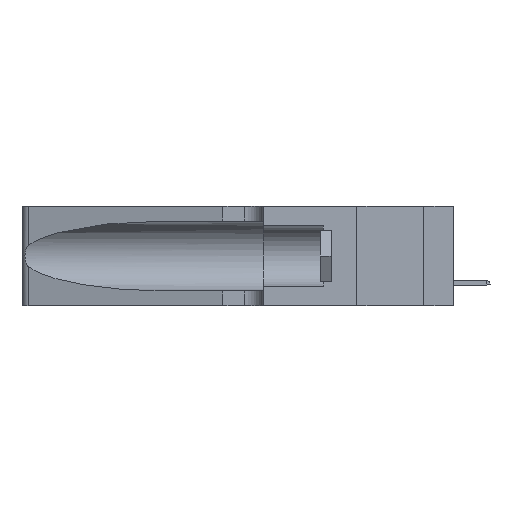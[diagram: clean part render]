
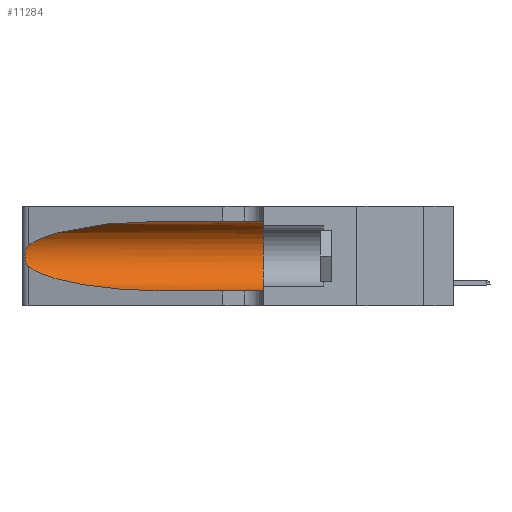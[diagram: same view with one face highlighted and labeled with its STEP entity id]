
A CAD part, left-side view. The second image highlights one B-rep face of the part: STEP entity #11284.
In plain terms, the highlighted cylindrical face has radius 3.308 mm (diameter 6.617 mm), a partial arc.
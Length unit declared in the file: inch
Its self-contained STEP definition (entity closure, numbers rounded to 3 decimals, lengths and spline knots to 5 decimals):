
#174 = CARTESIAN_POINT ( 'NONE',  ( 0.1305, 0.35, 0.05475 ) ) ;
#347 = EDGE_LOOP ( 'NONE', ( #11487, #10009, #20017, #14754, #2534, #13922 ) ) ;
#893 = EDGE_CURVE ( 'NONE', #14100, #4156, #11045, .T. ) ;
#931 = CARTESIAN_POINT ( 'NONE',  ( 0.1305, 0.72297, 0.31525 ) ) ;
#1008 = VERTEX_POINT ( 'NONE', #174 ) ;
#1256 = CARTESIAN_POINT ( 'NONE',  ( 0.2373, 1.15595, 0.28018 ) ) ;
#1404 = CARTESIAN_POINT ( 'NONE',  ( 0.25555, 1.22994, 0.2215 ) ) ;
#2120 = DIRECTION ( 'NONE',  ( 0., -1., 0. ) ) ;
#2534 = ORIENTED_EDGE ( 'NONE', *, *, #15164, .F. ) ;
#2963 = VERTEX_POINT ( 'NONE', #10125 ) ;
#3272 = CARTESIAN_POINT ( 'NONE',  ( 0.26018, 1.23835, 0.19895 ) ) ;
#3328 = CARTESIAN_POINT ( 'NONE',  ( 0.1305, 0.35, 0.185 ) ) ;
#3398 = CARTESIAN_POINT ( 'NONE',  ( 0.25487, 1.22718, 0.14631 ) ) ;
#4156 = VERTEX_POINT ( 'NONE', #20511 ) ;
#6221 = CARTESIAN_POINT ( 'NONE',  ( 0.2373, 1.15595, 0.08982 ) ) ;
#6442 = CARTESIAN_POINT ( 'NONE',  ( 0.25639, 1.23184, 0.21858 ) ) ;
#6447 = CARTESIAN_POINT ( 'NONE',  ( 0.1305, 0.72297, 0.05475 ) ) ;
#6653 = CARTESIAN_POINT ( 'NONE',  ( 0.26075, 1.23896, 0.19203 ) ) ;
#7374 = DIRECTION ( 'NONE',  ( 0., -1., 0. ) ) ;
#7478 = FACE_OUTER_BOUND ( 'NONE', #347, .T. ) ;
#7733 = CARTESIAN_POINT ( 'NONE',  ( 0.18966, 0.96281, 0.31525 ) ) ;
#8148 = DIRECTION ( 'NONE',  ( 0., 0., 1. ) ) ;
#8206 = CARTESIAN_POINT ( 'NONE',  ( 0.26017, 1.23833, 0.17102 ) ) ;
#8214 = CARTESIAN_POINT ( 'NONE',  ( 0.18966, 0.96281, 0.05475 ) ) ;
#8259 = DIRECTION ( 'NONE',  ( 0., 1., 0. ) ) ;
#8328 = CARTESIAN_POINT ( 'NONE',  ( 0.1305, 0.72297, 0.31525 ) ) ;
#8500 = DIRECTION ( 'NONE',  ( 0., -1., 0. ) ) ;
#9035 = DIRECTION ( 'NONE',  ( 0., 0., -1. ) ) ;
#9243 = AXIS2_PLACEMENT_3D ( 'NONE', #3328, #8259, #8148 ) ;
#9987 = CARTESIAN_POINT ( 'NONE',  ( 0.26075, 1.23896, 0.178 ) ) ;
#10009 = ORIENTED_EDGE ( 'NONE', *, *, #15856, .T. ) ;
#10125 = CARTESIAN_POINT ( 'NONE',  ( 0.25487, 1.22718, 0.14631 ) ) ;
#10137 = B_SPLINE_CURVE_WITH_KNOTS ( 'NONE', 3,
 ( #11608, #1404, #6442, #18267, #13130, #3272, #6653, #9987, #8206, #19781, #16632, #21637, #18371, #3398 ),
 .UNSPECIFIED., .F., .F.,
 ( 4, 2, 2, 2, 2, 2, 4 ),
 ( 0., 0.00027, 0.00053, 0.00107, 0.0016, 0.00187, 0.00214 ),
 .UNSPECIFIED. ) ;
#10236 = VECTOR ( 'NONE', #8500, 39.37008 ) ;
#11045 =( BOUNDED_CURVE ( )  B_SPLINE_CURVE ( 3, ( #931, #7733, #1256, #16263 ),
 .UNSPECIFIED., .F., .T. ) 
 B_SPLINE_CURVE_WITH_KNOTS ( ( 4, 4 ),
 ( 1.5708, 2.84003 ),
 .UNSPECIFIED. ) 
 CURVE ( )  GEOMETRIC_REPRESENTATION_ITEM ( )  RATIONAL_B_SPLINE_CURVE ( ( 1., 0.87, 0.87, 1. ) ) 
 REPRESENTATION_ITEM ( '' )  );
#11225 = EDGE_CURVE ( 'NONE', #14100, #12240, #13294, .T. ) ;
#11284 = ADVANCED_FACE ( 'NONE', ( #7478 ), #18845, .F. ) ;
#11330 = EDGE_CURVE ( 'NONE', #17855, #1008, #19151, .T. ) ;
#11487 = ORIENTED_EDGE ( 'NONE', *, *, #893, .T. ) ;
#11608 = CARTESIAN_POINT ( 'NONE',  ( 0.25487, 1.22718, 0.22369 ) ) ;
#12240 = VERTEX_POINT ( 'NONE', #19520 ) ;
#12404 = CARTESIAN_POINT ( 'NONE',  ( 0.1305, 1.61858, 0.05475 ) ) ;
#13130 = CARTESIAN_POINT ( 'NONE',  ( 0.25854, 1.2359, 0.20912 ) ) ;
#13282 =( BOUNDED_CURVE ( )  B_SPLINE_CURVE ( 3, ( #21201, #6221, #8214, #6447 ),
 .UNSPECIFIED., .F., .T. ) 
 B_SPLINE_CURVE_WITH_KNOTS ( ( 4, 4 ),
 ( 3.44316, 4.71239 ),
 .UNSPECIFIED. ) 
 CURVE ( )  GEOMETRIC_REPRESENTATION_ITEM ( )  RATIONAL_B_SPLINE_CURVE ( ( 1., 0.87, 0.87, 1. ) ) 
 REPRESENTATION_ITEM ( '' )  );
#13294 = LINE ( 'NONE', #16796, #10236 ) ;
#13922 = ORIENTED_EDGE ( 'NONE', *, *, #11225, .F. ) ;
#13939 = CARTESIAN_POINT ( 'NONE',  ( 0.1305, 1.61858, 0.185 ) ) ;
#14100 = VERTEX_POINT ( 'NONE', #8328 ) ;
#14377 = AXIS2_PLACEMENT_3D ( 'NONE', #13939, #2120, #9035 ) ;
#14754 = ORIENTED_EDGE ( 'NONE', *, *, #11330, .T. ) ;
#15164 = EDGE_CURVE ( 'NONE', #12240, #1008, #20390, .T. ) ;
#15856 = EDGE_CURVE ( 'NONE', #4156, #2963, #10137, .T. ) ;
#15917 = CARTESIAN_POINT ( 'NONE',  ( 0.1305, 0.72297, 0.05475 ) ) ;
#16263 = CARTESIAN_POINT ( 'NONE',  ( 0.25487, 1.22718, 0.22369 ) ) ;
#16632 = CARTESIAN_POINT ( 'NONE',  ( 0.25789, 1.23486, 0.15765 ) ) ;
#16796 = CARTESIAN_POINT ( 'NONE',  ( 0.1305, 1.61858, 0.31525 ) ) ;
#16810 = EDGE_CURVE ( 'NONE', #2963, #17855, #13282, .T. ) ;
#16852 = VECTOR ( 'NONE', #7374, 39.37008 ) ;
#17855 = VERTEX_POINT ( 'NONE', #15917 ) ;
#18267 = CARTESIAN_POINT ( 'NONE',  ( 0.25787, 1.23484, 0.2124 ) ) ;
#18371 = CARTESIAN_POINT ( 'NONE',  ( 0.25555, 1.22993, 0.14849 ) ) ;
#18845 = CYLINDRICAL_SURFACE ( 'NONE', #14377, 0.13025 ) ;
#19151 = LINE ( 'NONE', #12404, #16852 ) ;
#19520 = CARTESIAN_POINT ( 'NONE',  ( 0.1305, 0.35, 0.31525 ) ) ;
#19781 = CARTESIAN_POINT ( 'NONE',  ( 0.25856, 1.23593, 0.16098 ) ) ;
#20017 = ORIENTED_EDGE ( 'NONE', *, *, #16810, .T. ) ;
#20390 = CIRCLE ( 'NONE', #9243, 0.13025 ) ;
#20511 = CARTESIAN_POINT ( 'NONE',  ( 0.25487, 1.22718, 0.22369 ) ) ;
#21201 = CARTESIAN_POINT ( 'NONE',  ( 0.25487, 1.22718, 0.14631 ) ) ;
#21637 = CARTESIAN_POINT ( 'NONE',  ( 0.25639, 1.23186, 0.15144 ) ) ;
